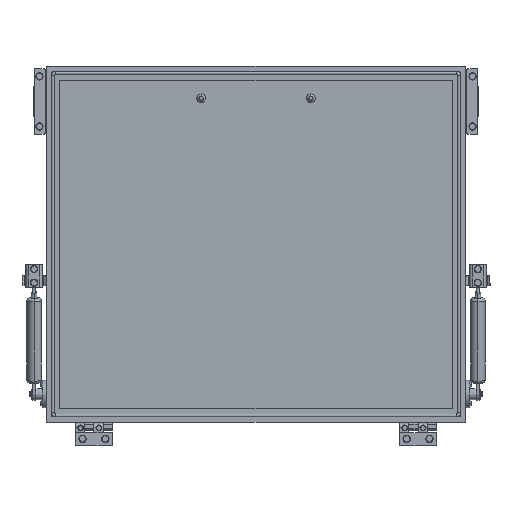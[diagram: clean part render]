
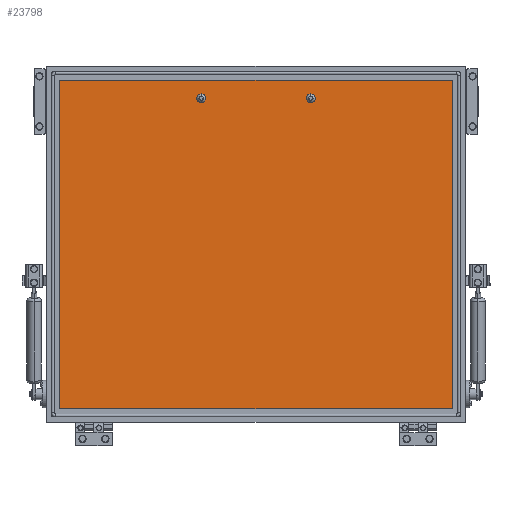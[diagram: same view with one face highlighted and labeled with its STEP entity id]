
A CAD part, front view. The second image highlights one B-rep face of the part: STEP entity #23798.
In plain terms, the highlighted planar face has unit normal (0, -1, 0).
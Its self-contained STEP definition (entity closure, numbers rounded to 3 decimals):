
#757 = EDGE_CURVE ( 'NONE', #5537, #33149, #31018, .T. ) ;
#1638 = CARTESIAN_POINT ( 'NONE',  ( -215., 0., 180. ) ) ;
#1762 = CARTESIAN_POINT ( 'NONE',  ( -215., 0., 180. ) ) ;
#1829 = CARTESIAN_POINT ( 'NONE',  ( 60., 0., 160. ) ) ;
#2185 = CARTESIAN_POINT ( 'NONE',  ( -60., 0., 157.25 ) ) ;
#2662 = VERTEX_POINT ( 'NONE', #4974 ) ;
#2715 = ORIENTED_EDGE ( 'NONE', *, *, #31775, .F. ) ;
#3223 = EDGE_LOOP ( 'NONE', ( #25605, #7179 ) ) ;
#3339 = EDGE_CURVE ( 'NONE', #41193, #10677, #7109, .T. ) ;
#3775 = ORIENTED_EDGE ( 'NONE', *, *, #757, .T. ) ;
#4153 = ORIENTED_EDGE ( 'NONE', *, *, #25256, .F. ) ;
#4974 = CARTESIAN_POINT ( 'NONE',  ( -215., 0., -180. ) ) ;
#5537 = VERTEX_POINT ( 'NONE', #16658 ) ;
#6146 = CARTESIAN_POINT ( 'NONE',  ( -215., 0., 180. ) ) ;
#6438 = VERTEX_POINT ( 'NONE', #26776 ) ;
#7109 = CIRCLE ( 'NONE', #15203, 2.75 ) ;
#7155 = AXIS2_PLACEMENT_3D ( 'NONE', #1829, #28136, #40960 ) ;
#7179 = ORIENTED_EDGE ( 'NONE', *, *, #3339, .T. ) ;
#7526 = DIRECTION ( 'NONE',  ( 0., 0., 1. ) ) ;
#7592 = VECTOR ( 'NONE', #12379, 1000. ) ;
#7992 = CARTESIAN_POINT ( 'NONE',  ( 215., 0., 180. ) ) ;
#8183 = EDGE_LOOP ( 'NONE', ( #3775, #37385 ) ) ;
#8835 = CARTESIAN_POINT ( 'NONE',  ( 215., 0., 180. ) ) ;
#8842 = AXIS2_PLACEMENT_3D ( 'NONE', #34781, #22354, #27861 ) ;
#9704 = CARTESIAN_POINT ( 'NONE',  ( 60., 0., 162.75 ) ) ;
#9933 = DIRECTION ( 'NONE',  ( 0., 1., 0. ) ) ;
#10260 = FACE_BOUND ( 'NONE', #8183, .T. ) ;
#10474 = FACE_OUTER_BOUND ( 'NONE', #13637, .T. ) ;
#10677 = VERTEX_POINT ( 'NONE', #9704 ) ;
#11530 = LINE ( 'NONE', #18058, #7592 ) ;
#12379 = DIRECTION ( 'NONE',  ( -1., 0., 0. ) ) ;
#13637 = EDGE_LOOP ( 'NONE', ( #37477, #2715, #4153, #18775 ) ) ;
#13872 = PLANE ( 'NONE',  #17097 ) ;
#14620 = CIRCLE ( 'NONE', #38097, 2.75 ) ;
#15203 = AXIS2_PLACEMENT_3D ( 'NONE', #35182, #9933, #29328 ) ;
#15494 = CARTESIAN_POINT ( 'NONE',  ( 60., 0., 157.25 ) ) ;
#16658 = CARTESIAN_POINT ( 'NONE',  ( -60., 0., 162.75 ) ) ;
#16730 = VERTEX_POINT ( 'NONE', #8835 ) ;
#17097 = AXIS2_PLACEMENT_3D ( 'NONE', #35523, #35724, #7526 ) ;
#18058 = CARTESIAN_POINT ( 'NONE',  ( 215., 0., -180. ) ) ;
#18775 = ORIENTED_EDGE ( 'NONE', *, *, #24470, .F. ) ;
#20821 = DIRECTION ( 'NONE',  ( 0., 0., -1. ) ) ;
#22354 = DIRECTION ( 'NONE',  ( 0., 1., 0. ) ) ;
#22916 = EDGE_CURVE ( 'NONE', #2662, #25103, #30621, .T. ) ;
#23798 = ADVANCED_FACE ( 'NONE', ( #10260, #36154, #10474 ), #13872, .F. ) ;
#23945 = LINE ( 'NONE', #7992, #28642 ) ;
#24412 = VECTOR ( 'NONE', #40290, 1000. ) ;
#24470 = EDGE_CURVE ( 'NONE', #25103, #16730, #34963, .T. ) ;
#25103 = VERTEX_POINT ( 'NONE', #1638 ) ;
#25256 = EDGE_CURVE ( 'NONE', #16730, #6438, #23945, .T. ) ;
#25282 = CARTESIAN_POINT ( 'NONE',  ( -60., 0., 160. ) ) ;
#25605 = ORIENTED_EDGE ( 'NONE', *, *, #34724, .T. ) ;
#25822 = EDGE_CURVE ( 'NONE', #33149, #5537, #14620, .T. ) ;
#26776 = CARTESIAN_POINT ( 'NONE',  ( 215., 0., -180. ) ) ;
#27247 = VECTOR ( 'NONE', #38345, 1000. ) ;
#27861 = DIRECTION ( 'NONE',  ( 0., 0., 1. ) ) ;
#28136 = DIRECTION ( 'NONE',  ( 0., 1., 0. ) ) ;
#28266 = DIRECTION ( 'NONE',  ( 0., 1., 0. ) ) ;
#28642 = VECTOR ( 'NONE', #20821, 1000. ) ;
#29095 = DIRECTION ( 'NONE',  ( 0., 0., 1. ) ) ;
#29328 = DIRECTION ( 'NONE',  ( 0., 0., 1. ) ) ;
#29982 = CIRCLE ( 'NONE', #7155, 2.75 ) ;
#30621 = LINE ( 'NONE', #1762, #24412 ) ;
#31018 = CIRCLE ( 'NONE', #8842, 2.75 ) ;
#31775 = EDGE_CURVE ( 'NONE', #6438, #2662, #11530, .T. ) ;
#33149 = VERTEX_POINT ( 'NONE', #2185 ) ;
#34724 = EDGE_CURVE ( 'NONE', #10677, #41193, #29982, .T. ) ;
#34781 = CARTESIAN_POINT ( 'NONE',  ( -60., 0., 160. ) ) ;
#34963 = LINE ( 'NONE', #6146, #27247 ) ;
#35182 = CARTESIAN_POINT ( 'NONE',  ( 60., 0., 160. ) ) ;
#35523 = CARTESIAN_POINT ( 'NONE',  ( -230., 0., 195. ) ) ;
#35724 = DIRECTION ( 'NONE',  ( 0., 1., 0. ) ) ;
#36154 = FACE_BOUND ( 'NONE', #3223, .T. ) ;
#37385 = ORIENTED_EDGE ( 'NONE', *, *, #25822, .T. ) ;
#37477 = ORIENTED_EDGE ( 'NONE', *, *, #22916, .F. ) ;
#38097 = AXIS2_PLACEMENT_3D ( 'NONE', #25282, #28266, #29095 ) ;
#38345 = DIRECTION ( 'NONE',  ( 1., 0., 0. ) ) ;
#40290 = DIRECTION ( 'NONE',  ( 0., 0., 1. ) ) ;
#40960 = DIRECTION ( 'NONE',  ( 0., 0., 1. ) ) ;
#41193 = VERTEX_POINT ( 'NONE', #15494 ) ;
